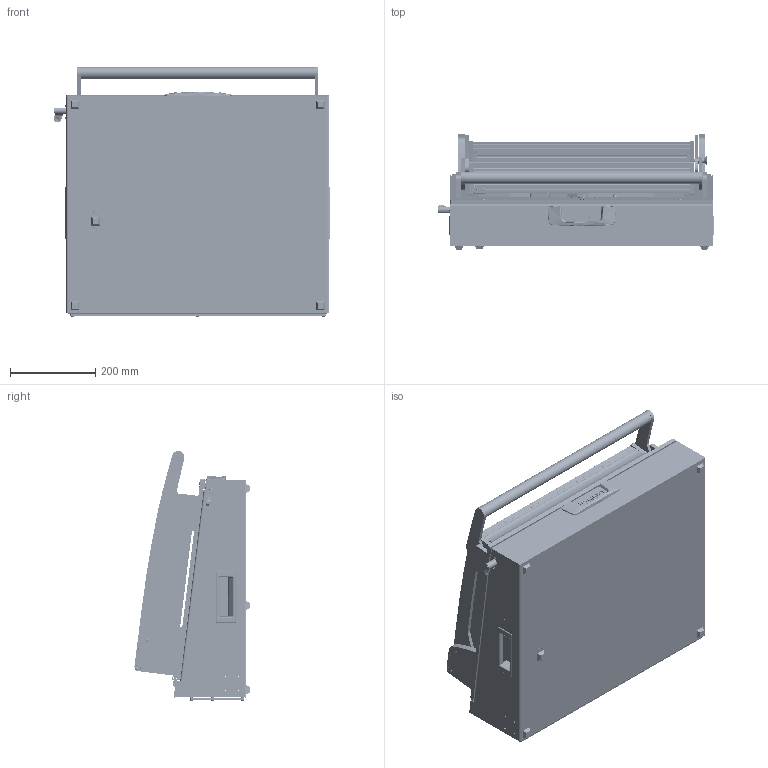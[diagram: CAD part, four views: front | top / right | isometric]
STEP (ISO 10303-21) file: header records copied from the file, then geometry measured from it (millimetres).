
FILE_DESCRIPTION (( 'STEP AP214' ), '1' );
FILE_NAME ('INGUN_32500.STEP', '2021-02-26T10:42:18', ( '' ), ( '' ), 'SwSTEP 2.0', 'SolidWorks 2018', '' );
FILE_SCHEMA (( 'AUTOMOTIVE_DESIGN' ));
Length unit declared in the file: millimetre
Products named in the file (106): 31446~15_KUNDE<S>; 57801~2_S; 35151~0_S; 2720~0; 39894~2_KUNDE<S>; 37968~2_S; ASR~-a-s-r_拱04,2x07x拌8; 2281~0_180ø<Standard>; 48565~1_S; 32339~4_S; ISO7380~n_M05,0x008; 37790~9_KUNDE<S>; 37792~1_S; 29805~4_geschlossen<S>; DIN125~n_04,3 M04,0; ISO7380~n_M04,0x020; 21332_01~0; 31666~1_S; 110705~1_S; 109771~0_S; 30758_01~0_S; 38827~0_S; DIN7991~n_M05,0x012; DIN912~n_M04,0x020; 21332_02~0; 53734~1_KUNDE<S>; 35097~0; ISO7380~n_M05,0x020; 40512~7_KUNDE<S>; 37972~6_S; DIN6325~n_04,0m6x024; 53032~0_S; 32578~1_S; ISO7380~n_M04,0x012; 31442~5_S; 3521~0_Spring Pin ISO 8752 - 3 x 16 - St; 8804~0; 55712~0_KUNDE<S>; 32333~12; 109953~0_KUNDE<S> ...
Assembly tree (232 placements, depth 5):
  INGUN_32500
    32504~6_S
      32333~12
      31555~4_S
      21332~0_MA 2112<Standard>
        21332_02~0
        21332_01~0
      20902~0
      30758~0_S  x2
        30758_01~0_S
        30758_02~0_S
      2720~0  x5
      53032~0_S
      32171~0_S
      32462~0_S
      29805~4_geschlossen<S>
        110322~4_S
        110705~1_S
        30984~0_S
        110231~1_S
        110443~0_S
        30112~0
        ISO7380~n_M05,0x030
        ISO7380~n_M04,0x008  x2
        DIN914~n_M04,0x05
      35334~0_S
      ISO7380~n_M04,0x012  x4
      DIN7991~n_M05,0x012  x2
      DIN7991~n_M05,0x016
      DIN985-A2~n_M05,0  x3
      8804~0
      DIN125~n_05,3 M05,0 Fase  x2
    37790~9_KUNDE<S>
      109771~0_S
        38001~12
        37968~2_S
        37971~8_S
        37972~6_S
        2281~0_180ø<Standard>  x3
          2281~0
        37188~1_S  x3
        53031~0_S
        35649~1_S
        35651~1_S
        31253~0_S
        30955~0_S
        30915~0
        ASR~-a-s-r_拱04,2x07x拌8  x2
        2528~0  x2
        31109~0
        37973~3_S
        38827~0_S
        31666~1_S
        48727~1_S
          48726~2_S
          DIN6325~n_04,0m6x012
          48565~1_S
          DIN912~n_M04,0x020  x2
          DIN125~n_06,4 M06,0 Fase
          DIN125~n_04,3 M04,0  x2
Bounding box: 647.5 x 269.75 x 586.32 mm (x, y, z)
Volume: 6260439.5 mm3; surface area: 3481416.9 mm2
Topology: 240 solids, 240 shells, 5784 faces, 14411 edges, 9165 vertices
Faces by surface type: cylinder 2398, plane 2187, cone 775, bspline 235, sphere 100, torus 89
Entity records: 126183 total; most frequent: CARTESIAN_POINT 29620, DIRECTION 18834, ORIENTED_EDGE 17334, EDGE_CURVE 8667, AXIS2_PLACEMENT_3D 7122, VERTEX_POINT 5580, VECTOR 4590, LINE 4590
